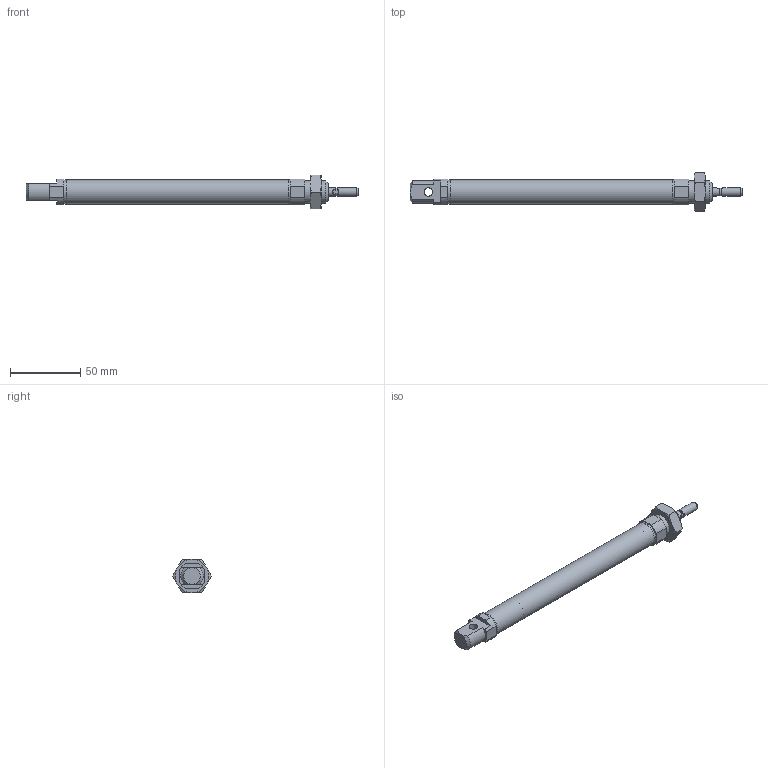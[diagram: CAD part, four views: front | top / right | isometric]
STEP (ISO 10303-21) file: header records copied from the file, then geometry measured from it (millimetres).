
FILE_DESCRIPTION(/* description */ ('Alibre Inc.'),/* implementation_level */ '2;1');
FILE_NAME(/* name */ 'export0',/* time_stamp */ '2018-01-28T18:45:52+01:00',/* author */ (''),/* organization */ (''),/* preprocessor_version */ 'ST-DEVELOPER v14',/* originating_system */ 'Alibre',/* authorisation */ '');
FILE_SCHEMA (('AUTOMOTIVE_DESIGN'));
Length unit declared in the file: millimetre
Bounding box: 236 x 27.71 x 24 mm (x, y, z)
Volume: 30397.8 mm3; surface area: 28646.9 mm2
Topology: 5 solids, 5 shells, 93 faces, 207 edges, 132 vertices
Faces by surface type: plane 48, cylinder 27, cone 18
Full cylindrical faces by diameter (mm): 4.134 x2, 6 x4, 14.376 x1, 16 x5, 17.2 x2, 17.27 x1
Entity records: 2693 total; most frequent: CARTESIAN_POINT 475, DIRECTION 398, ORIENTED_EDGE 372, EDGE_CURVE 186, AXIS2_PLACEMENT_3D 185, VERTEX_POINT 130, EDGE_LOOP 128, FACE_BOUND 128
